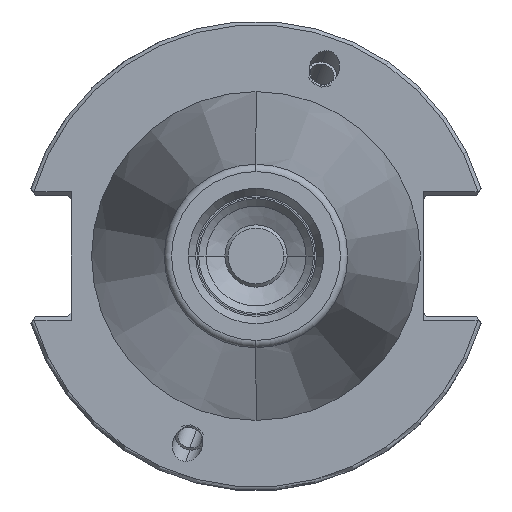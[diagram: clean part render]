
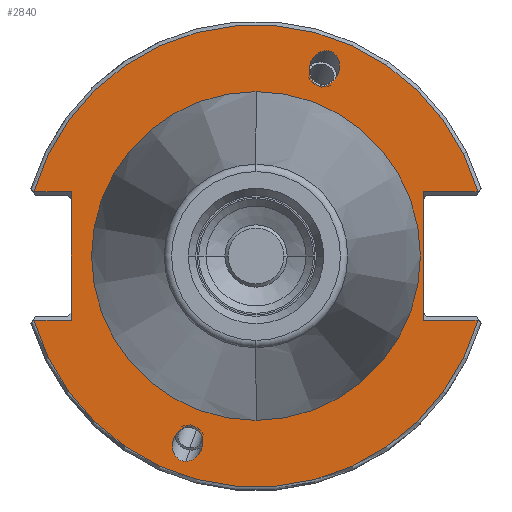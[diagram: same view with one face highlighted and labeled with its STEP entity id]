
A CAD part, left-side view. The second image highlights one B-rep face of the part: STEP entity #2840.
In plain terms, the highlighted planar face has unit normal (-1, 0, 0).
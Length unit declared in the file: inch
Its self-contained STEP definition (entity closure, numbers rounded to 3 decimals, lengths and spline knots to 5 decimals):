
#116=CARTESIAN_POINT('',(0.125,0.,0.));
#117=DIRECTION('',(1.,0.,0.));
#118=DIRECTION('',(0.,1.,0.));
#119=AXIS2_PLACEMENT_3D('',#116,#117,#118);
#121=CARTESIAN_POINT('',(0.125,0.,0.));
#122=DIRECTION('',(1.,0.,0.));
#123=DIRECTION('',(0.,-1.,0.));
#124=AXIS2_PLACEMENT_3D('',#121,#122,#123);
#126=CARTESIAN_POINT('',(0.125,0.37393,-1.09314));
#127=CARTESIAN_POINT('',(0.125,0.36447,-1.09314));
#128=CARTESIAN_POINT('',(0.125,0.34358,-1.0891));
#129=CARTESIAN_POINT('',(0.125,0.31264,-1.06759));
#130=CARTESIAN_POINT('',(0.125,0.29053,-1.03375));
#131=CARTESIAN_POINT('',(0.125,0.28155,-0.99889));
#132=CARTESIAN_POINT('',(0.125,0.28286,-0.96402));
#133=CARTESIAN_POINT('',(0.125,0.29753,-0.93018));
#134=CARTESIAN_POINT('',(0.125,0.32374,-0.90867));
#135=CARTESIAN_POINT('',(0.125,0.34374,-0.90463));
#136=CARTESIAN_POINT('',(0.125,0.3532,-0.90463));
#138=CARTESIAN_POINT('',(0.125,0.3532,-0.90463));
#139=CARTESIAN_POINT('',(0.125,0.36266,-0.90463));
#140=CARTESIAN_POINT('',(0.125,0.38355,-0.90867));
#141=CARTESIAN_POINT('',(0.125,0.41449,-0.93018));
#142=CARTESIAN_POINT('',(0.125,0.4366,-0.96402));
#143=CARTESIAN_POINT('',(0.125,0.44558,-0.99889));
#144=CARTESIAN_POINT('',(0.125,0.44427,-1.03375));
#145=CARTESIAN_POINT('',(0.125,0.4296,-1.06759));
#146=CARTESIAN_POINT('',(0.125,0.40339,-1.0891));
#147=CARTESIAN_POINT('',(0.125,0.38339,-1.09314));
#148=CARTESIAN_POINT('',(0.125,0.37393,-1.09314));
#150=CARTESIAN_POINT('',(0.125,-0.37393,1.09314));
#151=CARTESIAN_POINT('',(0.125,-0.36447,1.09314));
#152=CARTESIAN_POINT('',(0.125,-0.34358,1.0891));
#153=CARTESIAN_POINT('',(0.125,-0.31264,1.06759));
#154=CARTESIAN_POINT('',(0.125,-0.29053,1.03375));
#155=CARTESIAN_POINT('',(0.125,-0.28155,0.99889));
#156=CARTESIAN_POINT('',(0.125,-0.28286,0.96402));
#157=CARTESIAN_POINT('',(0.125,-0.29753,0.93018));
#158=CARTESIAN_POINT('',(0.125,-0.32374,0.90867));
#159=CARTESIAN_POINT('',(0.125,-0.34374,0.90463));
#160=CARTESIAN_POINT('',(0.125,-0.3532,0.90463));
#162=CARTESIAN_POINT('',(0.125,-0.3532,0.90463));
#163=CARTESIAN_POINT('',(0.125,-0.36266,0.90463));
#164=CARTESIAN_POINT('',(0.125,-0.38355,0.90867));
#165=CARTESIAN_POINT('',(0.125,-0.41449,0.93018));
#166=CARTESIAN_POINT('',(0.125,-0.4366,0.96402));
#167=CARTESIAN_POINT('',(0.125,-0.44558,0.99889));
#168=CARTESIAN_POINT('',(0.125,-0.44427,1.03375));
#169=CARTESIAN_POINT('',(0.125,-0.4296,1.06759));
#170=CARTESIAN_POINT('',(0.125,-0.40339,1.0891));
#171=CARTESIAN_POINT('',(0.125,-0.38339,1.09314));
#172=CARTESIAN_POINT('',(0.125,-0.37393,1.09314));
#174=DIRECTION('',(0.,-1.,0.));
#175=VECTOR('',#174,0.19754);
#176=CARTESIAN_POINT('',(0.125,1.18179,0.34213));
#177=LINE('',#176,#175);
#178=DIRECTION('',(0.,-1.,0.));
#179=VECTOR('',#178,0.29202);
#180=CARTESIAN_POINT('',(0.125,-0.88976,0.34213));
#181=LINE('',#180,#179);
#182=DIRECTION('',(0.,1.,0.));
#183=VECTOR('',#182,0.29202);
#184=CARTESIAN_POINT('',(0.125,-1.18179,
-0.34213));
#185=LINE('',#184,#183);
#186=DIRECTION('',(0.,1.,0.));
#187=VECTOR('',#186,0.19754);
#188=CARTESIAN_POINT('',(0.125,0.98425,-0.34213));
#189=LINE('',#188,#187);
#1186=DIRECTION('',(0.,0.,1.));
#1187=VECTOR('',#1186,0.68425);
#1188=CARTESIAN_POINT('',(0.125,-0.88976,-0.34213));
#1189=LINE('',#1188,#1187);
#1254=CARTESIAN_POINT('',(0.125,0.,0.));
#1255=DIRECTION('',(-1.,0.,0.));
#1256=DIRECTION('',(0.,-0.961,0.278));
#1257=AXIS2_PLACEMENT_3D('',#1254,#1255,#1256);
#1296=DIRECTION('',(0.,0.,-1.));
#1297=VECTOR('',#1296,0.68425);
#1298=CARTESIAN_POINT('',(0.125,0.98425,0.34213));
#1299=LINE('',#1298,#1297);
#1595=CARTESIAN_POINT('',(0.125,0.,0.));
#1596=DIRECTION('',(-1.,0.,0.));
#1597=DIRECTION('',(0.,0.961,-0.278));
#1598=AXIS2_PLACEMENT_3D('',#1595,#1596,#1597);
#2266=CARTESIAN_POINT('',(0.125,0.87402,0.));
#2267=CARTESIAN_POINT('',(0.125,-0.87402,0.));
#2268=VERTEX_POINT('',#2266);
#2269=VERTEX_POINT('',#2267);
#2332=VERTEX_POINT('',#126);
#2333=VERTEX_POINT('',#136);
#2366=CARTESIAN_POINT('',(0.125,1.18179,
0.34213));
#2367=CARTESIAN_POINT('',(0.125,0.98425,0.34213));
#2368=VERTEX_POINT('',#2366);
#2369=VERTEX_POINT('',#2367);
#2374=CARTESIAN_POINT('',(0.125,0.98425,-0.34213));
#2375=CARTESIAN_POINT('',(0.125,1.18179,
-0.34213));
#2376=VERTEX_POINT('',#2374);
#2377=VERTEX_POINT('',#2375);
#2382=CARTESIAN_POINT('',(0.125,-0.88976,0.34213));
#2383=CARTESIAN_POINT('',(0.125,-1.18179,
0.34213));
#2384=VERTEX_POINT('',#2382);
#2385=VERTEX_POINT('',#2383);
#2390=CARTESIAN_POINT('',(0.125,-1.18179,
-0.34213));
#2391=CARTESIAN_POINT('',(0.125,-0.88976,-0.34213));
#2392=VERTEX_POINT('',#2390);
#2393=VERTEX_POINT('',#2391);
#2428=CARTESIAN_POINT('',(0.125,-0.37393,1.09314));
#2429=VERTEX_POINT('',#2428);
#2430=CARTESIAN_POINT('',(0.125,-0.3532,0.90463));
#2431=VERTEX_POINT('',#2430);
#2801=CARTESIAN_POINT('',(0.125,0.,0.));
#2802=DIRECTION('',(1.,0.,0.));
#2803=DIRECTION('',(0.,0.,1.));
#2804=AXIS2_PLACEMENT_3D('',#2801,#2802,#2803);
#2805=PLANE('',#2804);
#2807=ORIENTED_EDGE('',*,*,#2806,.F.);
#2809=ORIENTED_EDGE('',*,*,#2808,.F.);
#2811=ORIENTED_EDGE('',*,*,#2810,.F.);
#2813=ORIENTED_EDGE('',*,*,#2812,.F.);
#2815=ORIENTED_EDGE('',*,*,#2814,.F.);
#2817=ORIENTED_EDGE('',*,*,#2816,.F.);
#2819=ORIENTED_EDGE('',*,*,#2818,.F.);
#2821=ORIENTED_EDGE('',*,*,#2820,.F.);
#2822=EDGE_LOOP('',(#2807,#2809,#2811,#2813,#2815,#2817,#2819,#2821));
#2823=FACE_OUTER_BOUND('',#2822,.F.);
#2825=ORIENTED_EDGE('',*,*,#2824,.T.);
#2827=ORIENTED_EDGE('',*,*,#2826,.T.);
#2828=EDGE_LOOP('',(#2825,#2827));
#2829=FACE_BOUND('',#2828,.F.);
#2831=ORIENTED_EDGE('',*,*,#2830,.T.);
#2833=ORIENTED_EDGE('',*,*,#2832,.T.);
#2834=EDGE_LOOP('',(#2831,#2833));
#2835=FACE_BOUND('',#2834,.F.);
#2836=ORIENTED_EDGE('',*,*,#2754,.F.);
#2837=ORIENTED_EDGE('',*,*,#2769,.F.);
#2838=EDGE_LOOP('',(#2836,#2837));
#2839=FACE_BOUND('',#2838,.F.);
#2840=ADVANCED_FACE('',(#2823,#2829,#2835,#2839),#2805,.F.);
#120=CIRCLE('',#119,0.87402);
#125=CIRCLE('',#124,0.87402);
#137=B_SPLINE_CURVE_WITH_KNOTS('',3,(#126,#127,#128,#129,#130,#131,#132,#133,
#134,#135,#136),.UNSPECIFIED.,.F.,.F.,(4,1,1,1,1,1,1,1,4),(0.,0.125,0.25,
0.375,0.5,0.625,0.75,0.875,1.),.UNSPECIFIED.);
#149=B_SPLINE_CURVE_WITH_KNOTS('',3,(#138,#139,#140,#141,#142,#143,#144,#145,
#146,#147,#148),.UNSPECIFIED.,.F.,.F.,(4,1,1,1,1,1,1,1,4),(0.,0.125,0.25,
0.375,0.5,0.625,0.75,0.875,1.),.UNSPECIFIED.);
#161=B_SPLINE_CURVE_WITH_KNOTS('',3,(#150,#151,#152,#153,#154,#155,#156,#157,
#158,#159,#160),.UNSPECIFIED.,.F.,.F.,(4,1,1,1,1,1,1,1,4),(0.,0.125,0.25,
0.375,0.5,0.625,0.75,0.875,1.),.UNSPECIFIED.);
#173=B_SPLINE_CURVE_WITH_KNOTS('',3,(#162,#163,#164,#165,#166,#167,#168,#169,
#170,#171,#172),.UNSPECIFIED.,.F.,.F.,(4,1,1,1,1,1,1,1,4),(0.,0.125,0.25,
0.375,0.5,0.625,0.75,0.875,1.),.UNSPECIFIED.);
#1258=CIRCLE('',#1257,1.23031);
#1599=CIRCLE('',#1598,1.23031);
#2754=EDGE_CURVE('',#2268,#2269,#120,.T.);
#2769=EDGE_CURVE('',#2269,#2268,#125,.T.);
#2806=EDGE_CURVE('',#2368,#2369,#177,.T.);
#2808=EDGE_CURVE('',#2385,#2368,#1258,.T.);
#2810=EDGE_CURVE('',#2384,#2385,#181,.T.);
#2812=EDGE_CURVE('',#2393,#2384,#1189,.T.);
#2814=EDGE_CURVE('',#2392,#2393,#185,.T.);
#2816=EDGE_CURVE('',#2377,#2392,#1599,.T.);
#2818=EDGE_CURVE('',#2376,#2377,#189,.T.);
#2820=EDGE_CURVE('',#2369,#2376,#1299,.T.);
#2824=EDGE_CURVE('',#2332,#2333,#137,.T.);
#2826=EDGE_CURVE('',#2333,#2332,#149,.T.);
#2830=EDGE_CURVE('',#2429,#2431,#161,.T.);
#2832=EDGE_CURVE('',#2431,#2429,#173,.T.);
